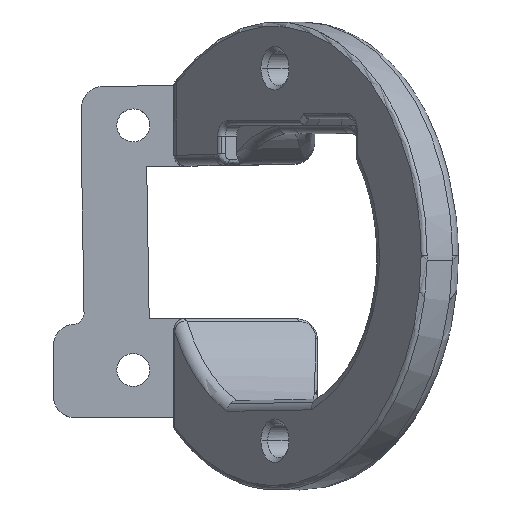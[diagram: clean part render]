
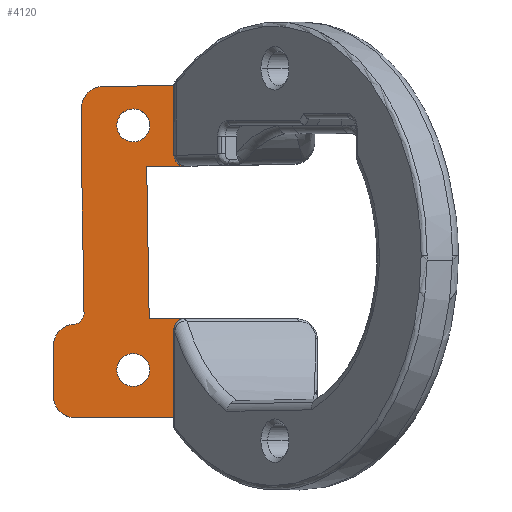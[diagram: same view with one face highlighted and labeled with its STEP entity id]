
A CAD part, top view. The second image highlights one B-rep face of the part: STEP entity #4120.
In plain terms, the highlighted planar face has unit normal (0, 0, 1).
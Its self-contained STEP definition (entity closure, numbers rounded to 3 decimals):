
#3330=CARTESIAN_POINT('',(-7.029,4.355,3.129));
#3331=VERTEX_POINT('',#3330);
#3338=CARTESIAN_POINT('',(-10.603,4.297,3.129));
#3339=VERTEX_POINT('',#3338);
#3340=CARTESIAN_POINT('',(-7.029,4.355,3.129));
#3341=DIRECTION('',(-1.,-0.016,0.));
#3342=VECTOR('',#3341,3.574);
#3343=LINE('',#3340,#3342);
#3344=EDGE_CURVE('',#3331,#3339,#3343,.T.);
#3360=CARTESIAN_POINT('',(-10.371,-10.,3.129));
#3361=VERTEX_POINT('',#3360);
#3370=CARTESIAN_POINT('',(-7.045,-10.,3.129));
#3371=VERTEX_POINT('',#3370);
#3372=CARTESIAN_POINT('',(-7.045,-10.,3.129));
#3373=DIRECTION('',(-1.,0.,0.));
#3374=VECTOR('',#3373,3.326);
#3375=LINE('',#3372,#3374);
#3376=EDGE_CURVE('',#3371,#3361,#3375,.T.);
#3587=CARTESIAN_POINT('',(-7.705,-19.3,3.129));
#3588=VERTEX_POINT('',#3587);
#3594=CARTESIAN_POINT('',(-8.045,-19.3,3.129));
#3595=VERTEX_POINT('',#3594);
#3596=CARTESIAN_POINT('',(-8.045,-19.3,3.129));
#3597=DIRECTION('',(1.,0.,-0.));
#3598=VECTOR('',#3597,0.34);
#3599=LINE('',#3596,#3598);
#3600=EDGE_CURVE('',#3595,#3588,#3599,.T.);
#3602=CARTESIAN_POINT('',(-17.359,-19.3,3.129));
#3603=VERTEX_POINT('',#3602);
#3604=CARTESIAN_POINT('',(-17.359,-19.3,3.129));
#3605=DIRECTION('',(1.,0.,-0.));
#3606=VECTOR('',#3605,9.314);
#3607=LINE('',#3604,#3606);
#3608=EDGE_CURVE('',#3603,#3595,#3607,.T.);
#3632=CARTESIAN_POINT('',(-19.359,-17.3,3.129));
#3633=VERTEX_POINT('',#3632);
#3642=CARTESIAN_POINT('',(-19.359,-12.5,3.129));
#3643=VERTEX_POINT('',#3642);
#3644=CARTESIAN_POINT('',(-19.359,-12.5,3.129));
#3645=DIRECTION('',(0.,-1.,0.));
#3646=VECTOR('',#3645,4.8);
#3647=LINE('',#3644,#3646);
#3648=EDGE_CURVE('',#3643,#3633,#3647,.T.);
#3682=CARTESIAN_POINT('',(-14.748,11.839,3.129));
#3683=VERTEX_POINT('',#3682);
#3690=CARTESIAN_POINT('',(-7.651,11.951,3.129));
#3691=VERTEX_POINT('',#3690);
#3692=CARTESIAN_POINT('',(-14.748,11.839,3.129));
#3693=DIRECTION('',(1.,0.016,-0.));
#3694=VECTOR('',#3693,7.097);
#3695=LINE('',#3692,#3694);
#3696=EDGE_CURVE('',#3683,#3691,#3695,.T.);
#3810=CARTESIAN_POINT('',(-16.716,4.198,3.129));
#3811=VERTEX_POINT('',#3810);
#3817=CARTESIAN_POINT('',(-16.716,9.839,3.129));
#3818=VERTEX_POINT('',#3817);
#3819=CARTESIAN_POINT('',(-16.716,4.198,3.129));
#3820=DIRECTION('',(0.,1.,0.));
#3821=VECTOR('',#3820,5.641);
#3822=LINE('',#3819,#3821);
#3823=EDGE_CURVE('',#3811,#3818,#3822,.T.);
#3839=CARTESIAN_POINT('',(-8.045,11.551,3.129));
#3840=VERTEX_POINT('',#3839);
#3841=CARTESIAN_POINT('',(-8.045,5.355,3.129));
#3842=VERTEX_POINT('',#3841);
#3843=CARTESIAN_POINT('',(-8.045,11.551,3.129));
#3844=DIRECTION('',(0.,-1.,0.));
#3845=VECTOR('',#3844,6.196);
#3846=LINE('',#3843,#3845);
#3847=EDGE_CURVE('',#3840,#3842,#3846,.T.);
#3958=CARTESIAN_POINT('',(-8.045,-11.,3.129));
#3959=VERTEX_POINT('',#3958);
#3966=CARTESIAN_POINT('',(-8.045,-18.96,3.129));
#3967=VERTEX_POINT('',#3966);
#3968=CARTESIAN_POINT('',(-8.045,-11.,3.129));
#3969=DIRECTION('',(0.,-1.,0.));
#3970=VECTOR('',#3969,7.96);
#3971=LINE('',#3968,#3970);
#3972=EDGE_CURVE('',#3959,#3967,#3971,.T.);
#3983=CARTESIAN_POINT('',(-14.952,38.7,3.129));
#3984=DIRECTION('',(-0.,0.,-1.));
#3985=DIRECTION('',(1.,0.,-0.));
#3986=AXIS2_PLACEMENT_3D('',#3983,#3984,#3985);
#3987=PLANE('',#3986);
#3988=ORIENTED_EDGE('',*,*,#3648,.T.);
#3989=CARTESIAN_POINT('',(-17.359,-17.3,3.129));
#3990=DIRECTION('',(-0.,0.,-1.));
#3991=DIRECTION('',(1.,0.,-0.));
#3992=AXIS2_PLACEMENT_3D('',#3989,#3990,#3991);
#3993=CIRCLE('',#3992,2.);
#3994=EDGE_CURVE('',#3603,#3633,#3993,.T.);
#3995=ORIENTED_EDGE('',*,*,#3994,.F.);
#3996=ORIENTED_EDGE('',*,*,#3608,.T.);
#3997=ORIENTED_EDGE('',*,*,#3600,.T.);
#3998=CARTESIAN_POINT('',(-7.705,-18.96,3.129));
#3999=DIRECTION('',(0.,0.,1.));
#4000=DIRECTION('',(-1.,0.,0.));
#4001=AXIS2_PLACEMENT_3D('',#3998,#3999,#4000);
#4002=CIRCLE('',#4001,0.34);
#4003=EDGE_CURVE('',#3967,#3588,#4002,.T.);
#4004=ORIENTED_EDGE('',*,*,#4003,.F.);
#4005=ORIENTED_EDGE('',*,*,#3972,.F.);
#4006=CARTESIAN_POINT('',(-7.045,-11.,3.129));
#4007=DIRECTION('',(0.,-0.,1.));
#4008=DIRECTION('',(1.,0.,-0.));
#4009=AXIS2_PLACEMENT_3D('',#4006,#4007,#4008);
#4010=CIRCLE('',#4009,1.);
#4011=EDGE_CURVE('',#3371,#3959,#4010,.T.);
#4012=ORIENTED_EDGE('',*,*,#4011,.F.);
#4013=ORIENTED_EDGE('',*,*,#3376,.T.);
#4014=CARTESIAN_POINT('',(-10.371,-10.,3.129));
#4015=DIRECTION('',(-0.016,1.,0.));
#4016=VECTOR('',#4015,14.299);
#4017=LINE('',#4014,#4016);
#4018=EDGE_CURVE('',#3361,#3339,#4017,.T.);
#4019=ORIENTED_EDGE('',*,*,#4018,.T.);
#4020=ORIENTED_EDGE('',*,*,#3344,.F.);
#4021=CARTESIAN_POINT('',(-7.045,5.355,3.129));
#4022=DIRECTION('',(0.,0.,1.));
#4023=DIRECTION('',(-1.,0.,0.));
#4024=AXIS2_PLACEMENT_3D('',#4021,#4022,#4023);
#4025=CIRCLE('',#4024,1.);
#4026=EDGE_CURVE('',#3842,#3331,#4025,.T.);
#4027=ORIENTED_EDGE('',*,*,#4026,.F.);
#4028=ORIENTED_EDGE('',*,*,#3847,.F.);
#4029=CARTESIAN_POINT('',(-7.645,11.551,3.129));
#4030=DIRECTION('',(0.,-0.,1.));
#4031=DIRECTION('',(1.,0.,-0.));
#4032=AXIS2_PLACEMENT_3D('',#4029,#4030,#4031);
#4033=CIRCLE('',#4032,0.4);
#4034=EDGE_CURVE('',#3691,#3840,#4033,.T.);
#4035=ORIENTED_EDGE('',*,*,#4034,.F.);
#4036=ORIENTED_EDGE('',*,*,#3696,.F.);
#4037=CARTESIAN_POINT('',(-14.716,9.839,3.129));
#4038=DIRECTION('',(-0.,0.,-1.));
#4039=DIRECTION('',(1.,0.,-0.));
#4040=AXIS2_PLACEMENT_3D('',#4037,#4038,#4039);
#4041=CIRCLE('',#4040,2.);
#4042=EDGE_CURVE('',#3818,#3683,#4041,.T.);
#4043=ORIENTED_EDGE('',*,*,#4042,.F.);
#4044=ORIENTED_EDGE('',*,*,#3823,.F.);
#4045=CARTESIAN_POINT('',(-16.494,-9.493,3.129));
#4046=VERTEX_POINT('',#4045);
#4047=CARTESIAN_POINT('',(-16.494,-9.493,3.129));
#4048=DIRECTION('',(-0.016,1.,0.));
#4049=VECTOR('',#4048,13.693);
#4050=LINE('',#4047,#4049);
#4051=EDGE_CURVE('',#4046,#3811,#4050,.T.);
#4052=ORIENTED_EDGE('',*,*,#4051,.F.);
#4053=CARTESIAN_POINT('',(-16.494,-9.509,3.129));
#4054=VERTEX_POINT('',#4053);
#4055=CARTESIAN_POINT('',(-17.494,-9.509,3.129));
#4056=DIRECTION('',(0.,-0.,1.));
#4057=DIRECTION('',(1.,0.,-0.));
#4058=AXIS2_PLACEMENT_3D('',#4055,#4056,#4057);
#4059=CIRCLE('',#4058,1.);
#4060=EDGE_CURVE('',#4054,#4046,#4059,.T.);
#4061=ORIENTED_EDGE('',*,*,#4060,.F.);
#4062=CARTESIAN_POINT('',(-17.359,-10.5,3.129));
#4063=VERTEX_POINT('',#4062);
#4064=CARTESIAN_POINT('',(-17.494,-9.509,3.129));
#4065=DIRECTION('',(0.,-0.,1.));
#4066=DIRECTION('',(1.,0.,-0.));
#4067=AXIS2_PLACEMENT_3D('',#4064,#4065,#4066);
#4068=CIRCLE('',#4067,1.);
#4069=EDGE_CURVE('',#4063,#4054,#4068,.T.);
#4070=ORIENTED_EDGE('',*,*,#4069,.F.);
#4071=CARTESIAN_POINT('',(-17.359,-12.5,3.129));
#4072=DIRECTION('',(-0.,0.,-1.));
#4073=DIRECTION('',(1.,0.,-0.));
#4074=AXIS2_PLACEMENT_3D('',#4071,#4072,#4073);
#4075=CIRCLE('',#4074,2.);
#4076=EDGE_CURVE('',#3643,#4063,#4075,.T.);
#4077=ORIENTED_EDGE('',*,*,#4076,.F.);
#4078=EDGE_LOOP('',(#3988,#3995,#3996,#3997,#4004,#4005,#4012,#4013,#4019,#4020,#4027,#4028,#4035,#4036,#4043,#4044,#4052,#4061,#4070,#4077));
#4079=FACE_BOUND('',#4078,.T.);
#4080=CARTESIAN_POINT('',(-13.409,-14.8,3.129));
#4081=VERTEX_POINT('',#4080);
#4082=CARTESIAN_POINT('',(-10.309,-14.8,3.129));
#4083=VERTEX_POINT('',#4082);
#4084=CARTESIAN_POINT('',(-11.859,-14.8,3.129));
#4085=DIRECTION('',(-0.,-0.,-1.));
#4086=DIRECTION('',(-1.,0.,0.));
#4087=AXIS2_PLACEMENT_3D('',#4084,#4085,#4086);
#4088=CIRCLE('',#4087,1.55);
#4089=EDGE_CURVE('',#4081,#4083,#4088,.T.);
#4090=ORIENTED_EDGE('',*,*,#4089,.T.);
#4091=CARTESIAN_POINT('',(-11.859,-14.8,3.129));
#4092=DIRECTION('',(-0.,-0.,-1.));
#4093=DIRECTION('',(-1.,0.,0.));
#4094=AXIS2_PLACEMENT_3D('',#4091,#4092,#4093);
#4095=CIRCLE('',#4094,1.55);
#4096=EDGE_CURVE('',#4083,#4081,#4095,.T.);
#4097=ORIENTED_EDGE('',*,*,#4096,.T.);
#4098=EDGE_LOOP('',(#4090,#4097));
#4099=FACE_BOUND('',#4098,.T.);
#4100=CARTESIAN_POINT('',(-13.409,8.184,3.129));
#4101=VERTEX_POINT('',#4100);
#4102=CARTESIAN_POINT('',(-10.309,8.184,3.129));
#4103=VERTEX_POINT('',#4102);
#4104=CARTESIAN_POINT('',(-11.859,8.184,3.129));
#4105=DIRECTION('',(-0.,-0.,-1.));
#4106=DIRECTION('',(-1.,0.,0.));
#4107=AXIS2_PLACEMENT_3D('',#4104,#4105,#4106);
#4108=CIRCLE('',#4107,1.55);
#4109=EDGE_CURVE('',#4101,#4103,#4108,.T.);
#4110=ORIENTED_EDGE('',*,*,#4109,.T.);
#4111=CARTESIAN_POINT('',(-11.859,8.184,3.129));
#4112=DIRECTION('',(-0.,-0.,-1.));
#4113=DIRECTION('',(-1.,0.,0.));
#4114=AXIS2_PLACEMENT_3D('',#4111,#4112,#4113);
#4115=CIRCLE('',#4114,1.55);
#4116=EDGE_CURVE('',#4103,#4101,#4115,.T.);
#4117=ORIENTED_EDGE('',*,*,#4116,.T.);
#4118=EDGE_LOOP('',(#4110,#4117));
#4119=FACE_BOUND('',#4118,.T.);
#4120=ADVANCED_FACE('',(#4079,#4099,#4119),#3987,.F.);
